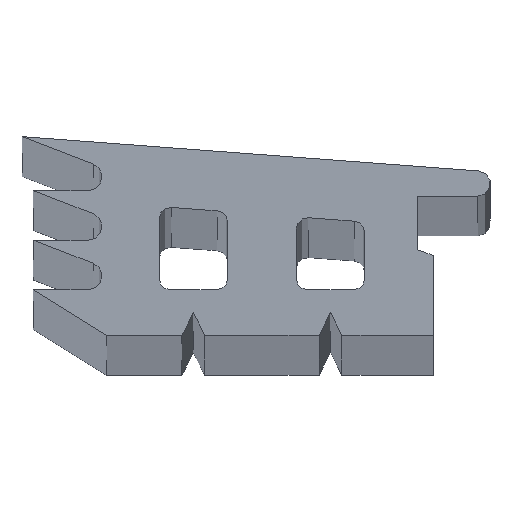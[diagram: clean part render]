
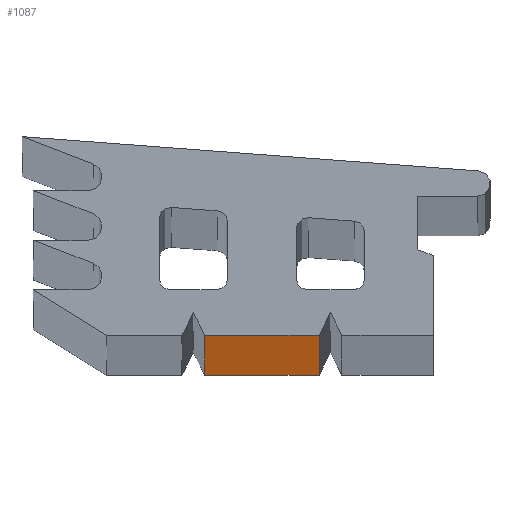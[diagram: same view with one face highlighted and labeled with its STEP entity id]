
A CAD part, top view. The second image highlights one B-rep face of the part: STEP entity #1087.
In plain terms, the highlighted planar face has unit normal (0, -1, 0).
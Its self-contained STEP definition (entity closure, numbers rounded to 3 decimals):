
#41 = CARTESIAN_POINT ( 'NONE',  ( -5., 0., 0. ) ) ;
#129 = DIRECTION ( 'NONE',  ( 0., 1., 0. ) ) ;
#150 = LINE ( 'NONE', #267, #1007 ) ;
#156 = CARTESIAN_POINT ( 'NONE',  ( -10., 0., 1000. ) ) ;
#251 = FACE_OUTER_BOUND ( 'NONE', #1246, .T. ) ;
#267 = CARTESIAN_POINT ( 'NONE',  ( -10., 0., 0. ) ) ;
#271 = VECTOR ( 'NONE', #279, 1000. ) ;
#279 = DIRECTION ( 'NONE',  ( 0., 0., -1. ) ) ;
#292 = EDGE_CURVE ( 'NONE', #455, #1275, #456, .T. ) ;
#381 = VECTOR ( 'NONE', #536, 1000. ) ;
#383 = ORIENTED_EDGE ( 'NONE', *, *, #1120, .T. ) ;
#388 = VECTOR ( 'NONE', #533, 1000. ) ;
#409 = VERTEX_POINT ( 'NONE', #1130 ) ;
#455 = VERTEX_POINT ( 'NONE', #798 ) ;
#456 = LINE ( 'NONE', #784, #381 ) ;
#533 = DIRECTION ( 'NONE',  ( 0., 0., -1. ) ) ;
#536 = DIRECTION ( 'NONE',  ( 1., 0., 0. ) ) ;
#599 = DIRECTION ( 'NONE',  ( 1., 0., 0. ) ) ;
#610 = VERTEX_POINT ( 'NONE', #41 ) ;
#621 = AXIS2_PLACEMENT_3D ( 'NONE', #156, #129, #815 ) ;
#644 = ORIENTED_EDGE ( 'NONE', *, *, #292, .F. ) ;
#670 = LINE ( 'NONE', #1306, #388 ) ;
#673 = ORIENTED_EDGE ( 'NONE', *, *, #1196, .T. ) ;
#758 = ORIENTED_EDGE ( 'NONE', *, *, #1396, .F. ) ;
#784 = CARTESIAN_POINT ( 'NONE',  ( -10., 0., 1000. ) ) ;
#798 = CARTESIAN_POINT ( 'NONE',  ( -10., 0., 1000. ) ) ;
#815 = DIRECTION ( 'NONE',  ( 0., 0., 1. ) ) ;
#1007 = VECTOR ( 'NONE', #599, 1000. ) ;
#1064 = CARTESIAN_POINT ( 'NONE',  ( -5., 0., 1000. ) ) ;
#1087 = ADVANCED_FACE ( 'NONE', ( #251 ), #1242, .F. ) ;
#1120 = EDGE_CURVE ( 'NONE', #409, #610, #150, .T. ) ;
#1130 = CARTESIAN_POINT ( 'NONE',  ( -10., 0., 0. ) ) ;
#1196 = EDGE_CURVE ( 'NONE', #455, #409, #1272, .T. ) ;
#1242 = PLANE ( 'NONE',  #621 ) ;
#1246 = EDGE_LOOP ( 'NONE', ( #383, #758, #644, #673 ) ) ;
#1272 = LINE ( 'NONE', #1287, #271 ) ;
#1275 = VERTEX_POINT ( 'NONE', #1064 ) ;
#1287 = CARTESIAN_POINT ( 'NONE',  ( -10., 0., 1000. ) ) ;
#1306 = CARTESIAN_POINT ( 'NONE',  ( -5., 0., 1000. ) ) ;
#1396 = EDGE_CURVE ( 'NONE', #1275, #610, #670, .T. ) ;
